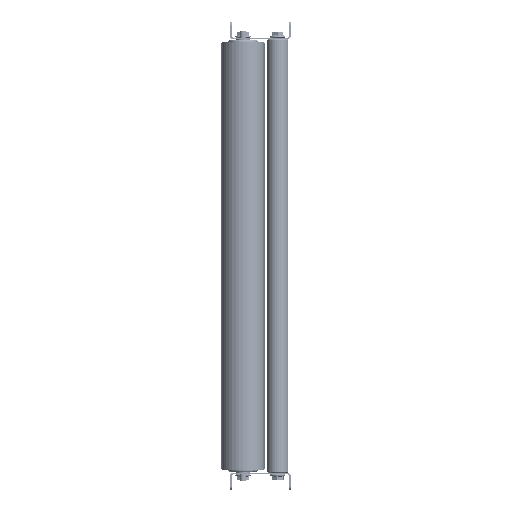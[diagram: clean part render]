
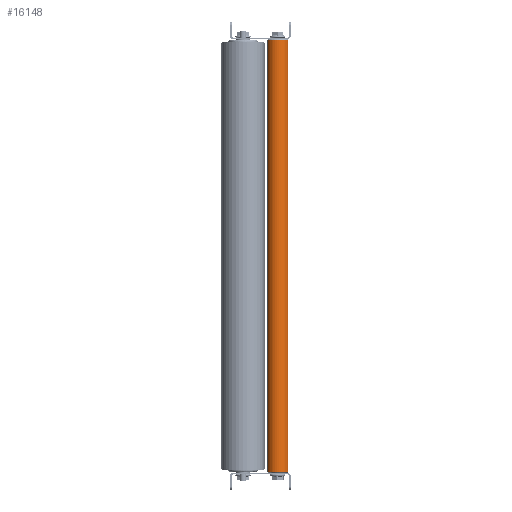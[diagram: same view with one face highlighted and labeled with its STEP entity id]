
A CAD part, left-side view. The second image highlights one B-rep face of the part: STEP entity #16148.
In plain terms, the highlighted cylindrical face has radius 12.5 mm (diameter 25 mm), a partial arc.
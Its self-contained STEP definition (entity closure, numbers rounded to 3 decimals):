
#3479 = AXIS2_PLACEMENT_3D ( 'NONE', #49017, #16683, #8733 ) ;
#6793 = CARTESIAN_POINT ( 'NONE',  ( 500., 0., 12.5 ) ) ;
#7549 = ORIENTED_EDGE ( 'NONE', *, *, #49406, .T. ) ;
#8322 = DIRECTION ( 'NONE',  ( -1., 0., 0. ) ) ;
#8733 = DIRECTION ( 'NONE',  ( 0., 0., 1. ) ) ;
#11349 = VERTEX_POINT ( 'NONE', #18883 ) ;
#11409 = CIRCLE ( 'NONE', #30964, 12.5 ) ;
#12022 = VERTEX_POINT ( 'NONE', #34211 ) ;
#16148 = ADVANCED_FACE ( 'NONE', ( #33162 ), #28419, .T. ) ;
#16531 = LINE ( 'NONE', #25544, #19446 ) ;
#16683 = DIRECTION ( 'NONE',  ( -1., 0., 0. ) ) ;
#16760 = CARTESIAN_POINT ( 'NONE',  ( 499., 0., 12.5 ) ) ;
#17623 = ORIENTED_EDGE ( 'NONE', *, *, #32685, .T. ) ;
#18883 = CARTESIAN_POINT ( 'NONE',  ( 499., 0., -12.5 ) ) ;
#19172 = DIRECTION ( 'NONE',  ( 0., 0., -1. ) ) ;
#19246 = EDGE_CURVE ( 'NONE', #41286, #12022, #11409, .T. ) ;
#19446 = VECTOR ( 'NONE', #8322, 1000. ) ;
#22076 = CARTESIAN_POINT ( 'NONE',  ( 499., 0., 0. ) ) ;
#23549 = CIRCLE ( 'NONE', #49803, 12.5 ) ;
#24526 = VECTOR ( 'NONE', #34166, 1000. ) ;
#24610 = EDGE_CURVE ( 'NONE', #38416, #12022, #25943, .T. ) ;
#25544 = CARTESIAN_POINT ( 'NONE',  ( 500., 0., -12.5 ) ) ;
#25943 = LINE ( 'NONE', #6793, #24526 ) ;
#28419 = CYLINDRICAL_SURFACE ( 'NONE', #3479, 12.5 ) ;
#30879 = DIRECTION ( 'NONE',  ( -1., 0., 0. ) ) ;
#30964 = AXIS2_PLACEMENT_3D ( 'NONE', #39042, #51216, #19172 ) ;
#32685 = EDGE_CURVE ( 'NONE', #11349, #41286, #16531, .T. ) ;
#33162 = FACE_OUTER_BOUND ( 'NONE', #47109, .T. ) ;
#34166 = DIRECTION ( 'NONE',  ( -1., 0., 0. ) ) ;
#34211 = CARTESIAN_POINT ( 'NONE',  ( 1., 0., 12.5 ) ) ;
#38416 = VERTEX_POINT ( 'NONE', #16760 ) ;
#39042 = CARTESIAN_POINT ( 'NONE',  ( 1., 0., 0. ) ) ;
#41286 = VERTEX_POINT ( 'NONE', #49575 ) ;
#41387 = ORIENTED_EDGE ( 'NONE', *, *, #24610, .F. ) ;
#43359 = ORIENTED_EDGE ( 'NONE', *, *, #19246, .T. ) ;
#46212 = DIRECTION ( 'NONE',  ( 0., 0., -1. ) ) ;
#47109 = EDGE_LOOP ( 'NONE', ( #7549, #17623, #43359, #41387 ) ) ;
#49017 = CARTESIAN_POINT ( 'NONE',  ( 500., 0., 0. ) ) ;
#49406 = EDGE_CURVE ( 'NONE', #38416, #11349, #23549, .T. ) ;
#49575 = CARTESIAN_POINT ( 'NONE',  ( 1., 0., -12.5 ) ) ;
#49803 = AXIS2_PLACEMENT_3D ( 'NONE', #22076, #30879, #46212 ) ;
#51216 = DIRECTION ( 'NONE',  ( 1., 0., 0. ) ) ;
